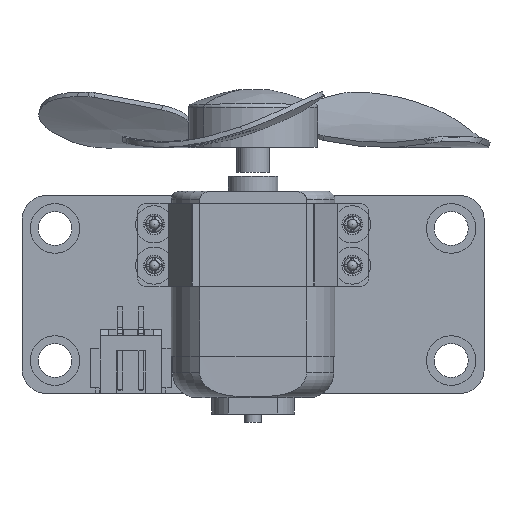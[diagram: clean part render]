
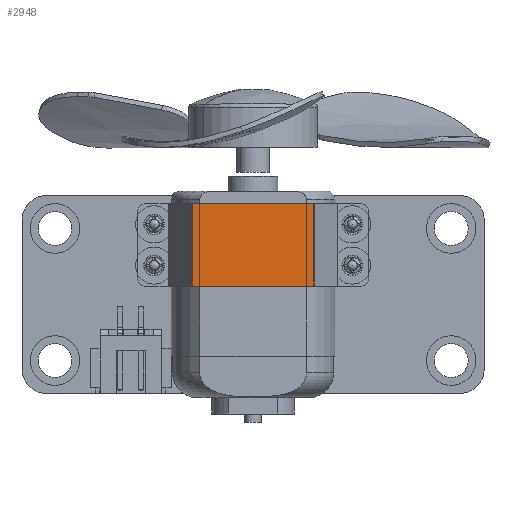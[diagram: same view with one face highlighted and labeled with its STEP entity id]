
A CAD part, top view. The second image highlights one B-rep face of the part: STEP entity #2948.
In plain terms, the highlighted planar face has unit normal (0, 0, 1).
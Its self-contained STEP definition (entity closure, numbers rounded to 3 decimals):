
#2362 = CARTESIAN_POINT ( 'NONE',  ( 29.491, 42.814, 59.265 ) ) ;
#2948 = ADVANCED_FACE ( 'NONE', ( #13665 ), #17402, .F. ) ;
#3236 = LINE ( 'NONE', #15136, #6893 ) ;
#3268 = VECTOR ( 'NONE', #7505, 1000. ) ;
#3772 = VERTEX_POINT ( 'NONE', #17657 ) ;
#6893 = VECTOR ( 'NONE', #18581, 1000. ) ;
#7306 = EDGE_CURVE ( 'NONE', #9113, #16666, #8413, .T. ) ;
#7386 = VERTEX_POINT ( 'NONE', #13043 ) ;
#7505 = DIRECTION ( 'NONE',  ( 0., -1., 0. ) ) ;
#8159 = DIRECTION ( 'NONE',  ( 0., 0., -1. ) ) ;
#8413 = LINE ( 'NONE', #19968, #3268 ) ;
#8762 = EDGE_LOOP ( 'NONE', ( #14373, #11584, #16397, #11930 ) ) ;
#9113 = VERTEX_POINT ( 'NONE', #18674 ) ;
#9392 = DIRECTION ( 'NONE',  ( 1., 0., 0. ) ) ;
#11584 = ORIENTED_EDGE ( 'NONE', *, *, #16546, .F. ) ;
#11689 = DIRECTION ( 'NONE',  ( 0., -1., 0. ) ) ;
#11930 = ORIENTED_EDGE ( 'NONE', *, *, #7306, .T. ) ;
#12080 = CARTESIAN_POINT ( 'NONE',  ( 14.584, 32.814, 59.265 ) ) ;
#12502 = EDGE_CURVE ( 'NONE', #16666, #3772, #3236, .T. ) ;
#12729 = LINE ( 'NONE', #2362, #16848 ) ;
#13043 = CARTESIAN_POINT ( 'NONE',  ( 29.491, 42.814, 59.265 ) ) ;
#13665 = FACE_OUTER_BOUND ( 'NONE', #8762, .T. ) ;
#14373 = ORIENTED_EDGE ( 'NONE', *, *, #12502, .T. ) ;
#14477 = AXIS2_PLACEMENT_3D ( 'NONE', #17477, #8159, #19035 ) ;
#15136 = CARTESIAN_POINT ( 'NONE',  ( 14.704, 32.814, 59.265 ) ) ;
#15371 = EDGE_CURVE ( 'NONE', #9113, #7386, #20075, .T. ) ;
#15980 = VECTOR ( 'NONE', #9392, 1000. ) ;
#16397 = ORIENTED_EDGE ( 'NONE', *, *, #15371, .F. ) ;
#16546 = EDGE_CURVE ( 'NONE', #7386, #3772, #12729, .T. ) ;
#16666 = VERTEX_POINT ( 'NONE', #12080 ) ;
#16848 = VECTOR ( 'NONE', #11689, 1000. ) ;
#17402 = PLANE ( 'NONE',  #14477 ) ;
#17477 = CARTESIAN_POINT ( 'NONE',  ( 14.704, 42.814, 59.265 ) ) ;
#17657 = CARTESIAN_POINT ( 'NONE',  ( 29.491, 32.814, 59.265 ) ) ;
#18581 = DIRECTION ( 'NONE',  ( 1., 0., 0. ) ) ;
#18674 = CARTESIAN_POINT ( 'NONE',  ( 14.584, 42.814, 59.265 ) ) ;
#19035 = DIRECTION ( 'NONE',  ( 1., 0., 0. ) ) ;
#19968 = CARTESIAN_POINT ( 'NONE',  ( 14.584, 42.814, 59.265 ) ) ;
#20075 = LINE ( 'NONE', #20183, #15980 ) ;
#20183 = CARTESIAN_POINT ( 'NONE',  ( 14.704, 42.814, 59.265 ) ) ;
